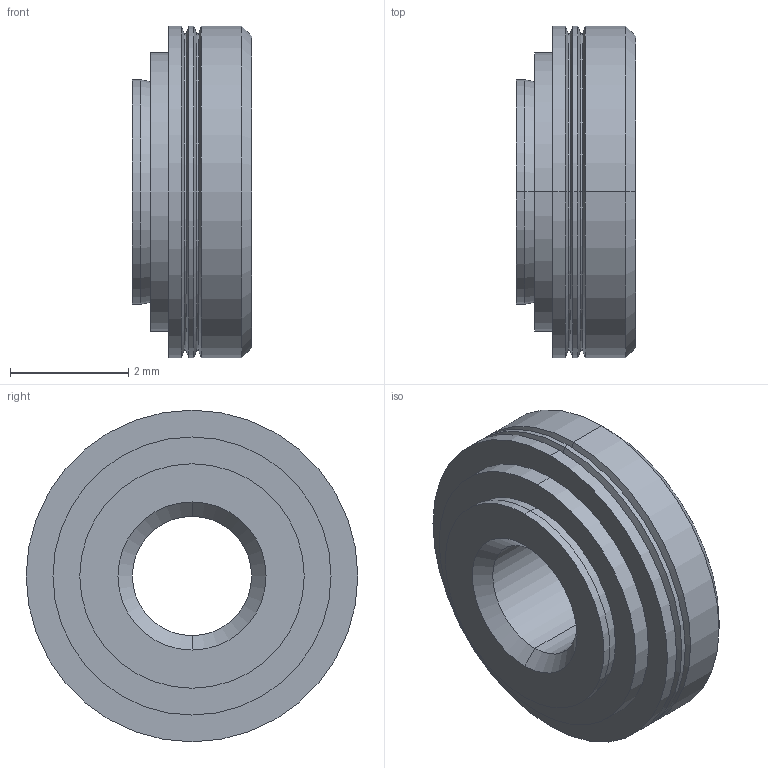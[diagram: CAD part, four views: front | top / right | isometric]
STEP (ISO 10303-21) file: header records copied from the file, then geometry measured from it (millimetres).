
FILE_DESCRIPTION(('starvars output'),'2;1');
FILE_NAME('cv20220327161410000015502.stp','16:14:10 2022/03/27',( 'Thomas Industrial Network Germany GmbH'),( 'Thomas Industrial Network Germany GmbH'),'unknown preprocess','ACIS' ,'unknown authorization');
FILE_SCHEMA(('AUTOMOTIVE_DESIGN_CC2 {UNKNOWN IMPLEMENTATION LEVEL}'));
Length unit declared in the file: millimetre
Products named in the file (1): PRODUCT_ID_1
Bounding box: 2.01 x 5.6 x 5.6 mm (x, y, z)
Volume: 35.8 mm3; surface area: 91.3 mm2
Topology: 1 solids, 1 shells, 36 faces, 72 edges, 40 vertices
Faces by surface type: cylinder 16, cone 16, plane 4
Entity records: 1109 total; most frequent: ORIENTED_EDGE 144, CARTESIAN_POINT 110, DIRECTION 108, EDGE_CURVE 72, VERTEX_POINT 40, EDGE_LOOP 40, FACE_BOUND 40, AXIS2_PLACEMENT_3D 38
